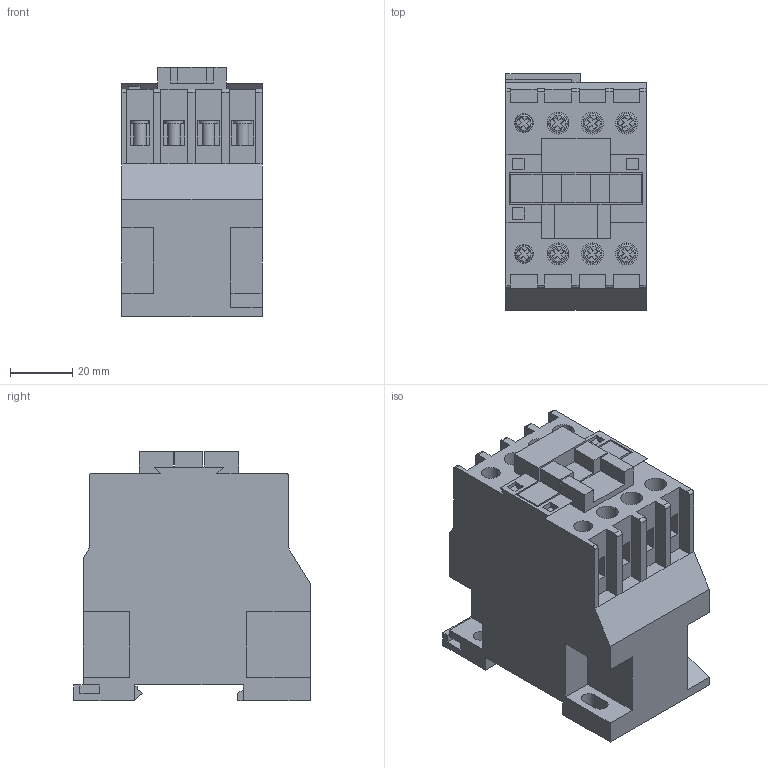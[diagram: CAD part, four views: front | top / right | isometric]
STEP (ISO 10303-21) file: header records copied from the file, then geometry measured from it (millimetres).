
FILE_DESCRIPTION (( 'STEP AP203' ), '1' );
FILE_NAME ('ﾊﾌﾝ 0910, 0901, 1210,1201, 1810, 1801.STEP', '2018-03-15T06:06:40', ( '' ), ( '' ), 'SwSTEP 2.0', 'SolidWorks 2017', '' );
FILE_SCHEMA (( 'CONFIG_CONTROL_DESIGN' ));
Length unit declared in the file: millimetre
Products named in the file (1): ﾊﾌﾝ 0910, 0901, 1210,1201, 1810, 1801
Bounding box: 45 x 76 x 80 mm (x, y, z)
Volume: 190983.2 mm3; surface area: 37759.2 mm2
Topology: 1 solids, 1 shells, 396 faces, 1052 edges, 679 vertices
Faces by surface type: plane 314, cylinder 66, torus 16
Entity records: 12246 total; most frequent: CARTESIAN_POINT 2131, ORIENTED_EDGE 2104, DIRECTION 2010, EDGE_CURVE 1052, LINE 886, VECTOR 886, VERTEX_POINT 679, AXIS2_PLACEMENT_3D 562
